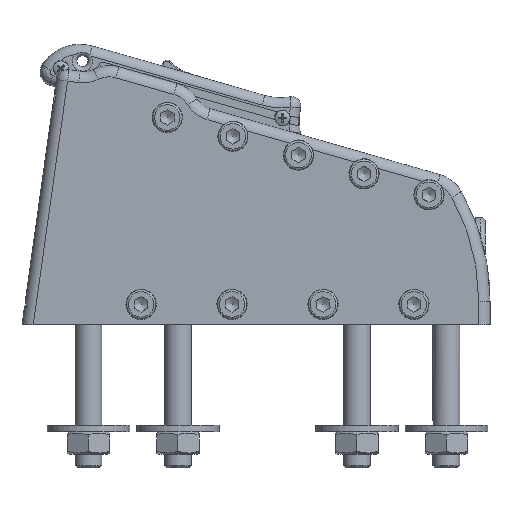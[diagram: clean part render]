
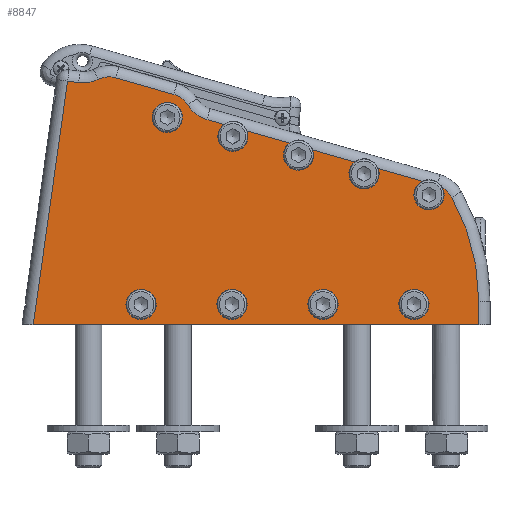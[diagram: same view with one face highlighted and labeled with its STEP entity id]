
A CAD part, left-side view. The second image highlights one B-rep face of the part: STEP entity #8847.
In plain terms, the highlighted planar face has unit normal (-1, 0, 0).
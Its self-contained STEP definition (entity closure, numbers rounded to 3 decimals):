
#482=FACE_BOUND('',#2088,.T.);
#483=FACE_BOUND('',#2089,.T.);
#484=FACE_BOUND('',#2090,.T.);
#485=FACE_BOUND('',#2091,.T.);
#486=FACE_BOUND('',#2092,.T.);
#938=CIRCLE('',#9623,6.75);
#940=CIRCLE('',#9627,6.75);
#942=CIRCLE('',#9631,6.75);
#945=CIRCLE('',#9637,6.75);
#950=CIRCLE('',#9647,6.75);
#951=CIRCLE('',#9649,15.);
#954=CIRCLE('',#9653,10.7);
#958=CIRCLE('',#9659,10.7);
#961=CIRCLE('',#9663,15.);
#965=CIRCLE('',#9669,11.);
#968=CIRCLE('',#9673,95.);
#971=CIRCLE('',#9679,6.75);
#972=CIRCLE('',#9680,6.75);
#973=CIRCLE('',#9681,6.75);
#974=CIRCLE('',#9682,6.75);
#1446=FACE_OUTER_BOUND('',#2087,.T.);
#2087=EDGE_LOOP('',(#7150,#7151,#7152,#7153,#7154,#7155,#7156,#7157,#7158,
#7159,#7160,#7161,#7162,#7163,#7164,#7165,#7166,#7167,#7168));
#2088=EDGE_LOOP('',(#7169));
#2089=EDGE_LOOP('',(#7170));
#2090=EDGE_LOOP('',(#7171));
#2091=EDGE_LOOP('',(#7172));
#2092=EDGE_LOOP('',(#7173));
#2795=LINE('',#15129,#3363);
#2819=LINE('',#15500,#3387);
#2821=LINE('',#15517,#3389);
#2823=LINE('',#15521,#3391);
#2824=LINE('',#15522,#3392);
#2825=LINE('',#15523,#3393);
#2826=LINE('',#15536,#3394);
#2830=LINE('',#15545,#3398);
#2831=LINE('',#15546,#3399);
#3363=VECTOR('',#11355,5.);
#3387=VECTOR('',#11553,27.103);
#3389=VECTOR('',#11575,20.528);
#3391=VECTOR('',#11579,7.757);
#3392=VECTOR('',#11580,19.626);
#3393=VECTOR('',#11581,19.626);
#3394=VECTOR('',#11600,10.5);
#3398=VECTOR('',#11608,199.173);
#3399=VECTOR('',#11609,109.916);
#4088=VERTEX_POINT('',#15122);
#4090=VERTEX_POINT('',#15128);
#4125=VERTEX_POINT('',#15270);
#4126=VERTEX_POINT('',#15271);
#4128=VERTEX_POINT('',#15296);
#4130=VERTEX_POINT('',#15307);
#4132=VERTEX_POINT('',#15321);
#4135=VERTEX_POINT('',#15330);
#4136=VERTEX_POINT('',#15331);
#4145=VERTEX_POINT('',#15464);
#4146=VERTEX_POINT('',#15465);
#4147=VERTEX_POINT('',#15487);
#4149=VERTEX_POINT('',#15493);
#4151=VERTEX_POINT('',#15499);
#4153=VERTEX_POINT('',#15505);
#4155=VERTEX_POINT('',#15511);
#4158=VERTEX_POINT('',#15525);
#4159=VERTEX_POINT('',#15530);
#4160=VERTEX_POINT('',#15534);
#4163=VERTEX_POINT('',#15544);
#4164=VERTEX_POINT('',#15547);
#4165=VERTEX_POINT('',#15549);
#4166=VERTEX_POINT('',#15551);
#4167=VERTEX_POINT('',#15553);
#5163=EDGE_CURVE('',#4088,#4090,#2795,.T.);
#5217=EDGE_CURVE('',#4126,#4125,#938,.T.);
#5220=EDGE_CURVE('',#4130,#4128,#940,.T.);
#5223=EDGE_CURVE('',#4132,#4132,#942,.T.);
#5227=EDGE_CURVE('',#4136,#4135,#945,.T.);
#5240=EDGE_CURVE('',#4146,#4145,#950,.T.);
#5241=EDGE_CURVE('',#4090,#4147,#951,.T.);
#5244=EDGE_CURVE('',#4147,#4149,#954,.T.);
#5247=EDGE_CURVE('',#4149,#4151,#2819,.T.);
#5250=EDGE_CURVE('',#4151,#4153,#958,.T.);
#5253=EDGE_CURVE('',#4153,#4155,#961,.T.);
#5256=EDGE_CURVE('',#4136,#4128,#2821,.T.);
#5259=EDGE_CURVE('',#4155,#4145,#2823,.T.);
#5260=EDGE_CURVE('',#4146,#4125,#2824,.T.);
#5261=EDGE_CURVE('',#4126,#4135,#2825,.T.);
#5262=EDGE_CURVE('',#4130,#4158,#965,.T.);
#5265=EDGE_CURVE('',#4158,#4159,#968,.T.);
#5268=EDGE_CURVE('',#4159,#4160,#2826,.T.);
#5272=EDGE_CURVE('',#4163,#4160,#2830,.T.);
#5273=EDGE_CURVE('',#4163,#4088,#2831,.T.);
#5274=EDGE_CURVE('',#4164,#4164,#971,.T.);
#5275=EDGE_CURVE('',#4165,#4165,#972,.T.);
#5276=EDGE_CURVE('',#4166,#4166,#973,.T.);
#5277=EDGE_CURVE('',#4167,#4167,#974,.T.);
#7150=ORIENTED_EDGE('',*,*,#5272,.T.);
#7151=ORIENTED_EDGE('',*,*,#5268,.F.);
#7152=ORIENTED_EDGE('',*,*,#5265,.F.);
#7153=ORIENTED_EDGE('',*,*,#5262,.F.);
#7154=ORIENTED_EDGE('',*,*,#5220,.T.);
#7155=ORIENTED_EDGE('',*,*,#5256,.F.);
#7156=ORIENTED_EDGE('',*,*,#5227,.T.);
#7157=ORIENTED_EDGE('',*,*,#5261,.F.);
#7158=ORIENTED_EDGE('',*,*,#5217,.T.);
#7159=ORIENTED_EDGE('',*,*,#5260,.F.);
#7160=ORIENTED_EDGE('',*,*,#5240,.T.);
#7161=ORIENTED_EDGE('',*,*,#5259,.F.);
#7162=ORIENTED_EDGE('',*,*,#5253,.F.);
#7163=ORIENTED_EDGE('',*,*,#5250,.F.);
#7164=ORIENTED_EDGE('',*,*,#5247,.F.);
#7165=ORIENTED_EDGE('',*,*,#5244,.F.);
#7166=ORIENTED_EDGE('',*,*,#5241,.F.);
#7167=ORIENTED_EDGE('',*,*,#5163,.F.);
#7168=ORIENTED_EDGE('',*,*,#5273,.F.);
#7169=ORIENTED_EDGE('',*,*,#5223,.T.);
#7170=ORIENTED_EDGE('',*,*,#5274,.T.);
#7171=ORIENTED_EDGE('',*,*,#5275,.T.);
#7172=ORIENTED_EDGE('',*,*,#5276,.T.);
#7173=ORIENTED_EDGE('',*,*,#5277,.T.);
#8383=PLANE('',#9678);
#8847=ADVANCED_FACE('',(#1446,#482,#483,#484,#485,#486),#8383,.T.);
#9623=AXIS2_PLACEMENT_3D('',#15291,#11482,#11483);
#9627=AXIS2_PLACEMENT_3D('',#15308,#11490,#11491);
#9631=AXIS2_PLACEMENT_3D('',#15322,#11498,#11499);
#9637=AXIS2_PLACEMENT_3D('',#15351,#11510,#11511);
#9647=AXIS2_PLACEMENT_3D('',#15485,#11533,#11534);
#9649=AXIS2_PLACEMENT_3D('',#15488,#11537,#11538);
#9653=AXIS2_PLACEMENT_3D('',#15494,#11545,#11546);
#9659=AXIS2_PLACEMENT_3D('',#15506,#11559,#11560);
#9663=AXIS2_PLACEMENT_3D('',#15512,#11567,#11568);
#9669=AXIS2_PLACEMENT_3D('',#15526,#11584,#11585);
#9673=AXIS2_PLACEMENT_3D('',#15531,#11592,#11593);
#9678=AXIS2_PLACEMENT_3D('',#15543,#11606,#11607);
#9679=AXIS2_PLACEMENT_3D('',#15548,#11610,#11611);
#9680=AXIS2_PLACEMENT_3D('',#15550,#11612,#11613);
#9681=AXIS2_PLACEMENT_3D('',#15552,#11614,#11615);
#9682=AXIS2_PLACEMENT_3D('',#15554,#11616,#11617);
#11355=DIRECTION('',(0.,-0.99,-0.139));
#11482=DIRECTION('center_axis',(1.,0.,0.));
#11483=DIRECTION('ref_axis',(0.,-0.139,0.99));
#11490=DIRECTION('center_axis',(1.,0.,0.));
#11491=DIRECTION('ref_axis',(0.,-0.139,0.99));
#11498=DIRECTION('center_axis',(1.,0.,0.));
#11499=DIRECTION('ref_axis',(0.,-0.139,0.99));
#11510=DIRECTION('center_axis',(1.,0.,0.));
#11511=DIRECTION('ref_axis',(0.,-0.139,0.99));
#11533=DIRECTION('center_axis',(1.,0.,0.));
#11534=DIRECTION('ref_axis',(0.,-0.139,0.99));
#11537=DIRECTION('center_axis',(-1.,0.,0.));
#11538=DIRECTION('ref_axis',(0.,-0.162,-0.987));
#11545=DIRECTION('center_axis',(1.,0.,0.));
#11546=DIRECTION('ref_axis',(0.,0.093,0.996));
#11553=DIRECTION('',(0.,-0.961,-0.276));
#11559=DIRECTION('center_axis',(1.,0.,0.));
#11560=DIRECTION('ref_axis',(0.,-0.604,0.797));
#11567=DIRECTION('center_axis',(-1.,0.,0.));
#11568=DIRECTION('ref_axis',(0.,0.604,-0.797));
#11575=DIRECTION('',(0.,-0.961,-0.276));
#11579=DIRECTION('',(0.,-0.961,-0.276));
#11580=DIRECTION('',(0.,-0.961,-0.276));
#11581=DIRECTION('',(0.,-0.961,-0.276));
#11584=DIRECTION('center_axis',(1.,0.,0.));
#11585=DIRECTION('ref_axis',(0.,-0.621,0.784));
#11592=DIRECTION('center_axis',(1.,0.,0.));
#11593=DIRECTION('ref_axis',(0.,-0.968,0.253));
#11600=DIRECTION('',(0.,0.,-1.));
#11606=DIRECTION('center_axis',(-1.,0.,0.));
#11607=DIRECTION('ref_axis',(0.,-0.139,0.99));
#11608=DIRECTION('',(0.,-1.,0.));
#11609=DIRECTION('',(0.,-0.139,0.99));
#11610=DIRECTION('center_axis',(1.,0.,0.));
#11611=DIRECTION('ref_axis',(0.,-0.139,0.99));
#11612=DIRECTION('center_axis',(1.,0.,0.));
#11613=DIRECTION('ref_axis',(0.,-0.139,0.99));
#11614=DIRECTION('center_axis',(1.,0.,0.));
#11615=DIRECTION('ref_axis',(0.,-0.139,0.99));
#11616=DIRECTION('center_axis',(1.,0.,0.));
#11617=DIRECTION('ref_axis',(0.,-0.139,0.99));
#15122=CARTESIAN_POINT('',(-25.,188.876,108.846));
#15128=CARTESIAN_POINT('',(-25.,183.924,108.15));
#15129=CARTESIAN_POINT('',(-25.,186.4,108.498));
#15270=CARTESIAN_POINT('',(-25.,89.743,81.093));
#15271=CARTESIAN_POINT('',(-25.,79.29,78.096));
#15291=CARTESIAN_POINT('Origin',(-25.,85.619,75.75));
#15296=CARTESIAN_POINT('',(-25.,30.238,64.031));
#15307=CARTESIAN_POINT('',(-25.,21.3,61.147));
#15308=CARTESIAN_POINT('Origin',(-25.,27.258,57.975));
#15321=CARTESIAN_POINT('',(-25.,143.316,99.248));
#15322=CARTESIAN_POINT('Origin',(-25.,144.256,92.564));
#15330=CARTESIAN_POINT('',(-25.,60.424,72.686));
#15331=CARTESIAN_POINT('',(-25.,49.971,69.689));
#15351=CARTESIAN_POINT('Origin',(-25.,56.3,67.343));
#15464=CARTESIAN_POINT('',(-25.,119.061,89.5));
#15465=CARTESIAN_POINT('',(-25.,108.608,86.503));
#15485=CARTESIAN_POINT('Origin',(-25.,114.937,84.157));
#15487=CARTESIAN_POINT('',(-25.,175.109,109.598));
#15488=CARTESIAN_POINT('Origin',(-25.,181.837,123.004));
#15493=CARTESIAN_POINT('',(-25.,167.36,110.32));
#15494=CARTESIAN_POINT('Origin',(-25.,170.309,100.034));
#15499=CARTESIAN_POINT('',(-25.,141.307,102.849));
#15500=CARTESIAN_POINT('',(-25.,178.362,113.475));
#15505=CARTESIAN_POINT('',(-25.,135.149,98.182));
#15506=CARTESIAN_POINT('Origin',(-25.,144.256,92.564));
#15511=CARTESIAN_POINT('',(-25.,126.518,91.639));
#15512=CARTESIAN_POINT('Origin',(-25.,122.383,106.057));
#15517=CARTESIAN_POINT('',(-25.,107.455,86.172));
#15521=CARTESIAN_POINT('',(-25.,107.455,86.172));
#15522=CARTESIAN_POINT('',(-25.,107.455,86.172));
#15523=CARTESIAN_POINT('',(-25.,107.455,86.172));
#15525=CARTESIAN_POINT('',(-25.,17.137,56.962));
#15526=CARTESIAN_POINT('Origin',(-25.,26.731,51.582));
#15530=CARTESIAN_POINT('',(-25.,5.,10.5));
#15531=CARTESIAN_POINT('Origin',(-25.,100.,10.5));
#15534=CARTESIAN_POINT('',(-25.,5.,0.));
#15536=CARTESIAN_POINT('',(-25.,5.,46.804));
#15543=CARTESIAN_POINT('Origin',(-25.,195.965,93.607));
#15544=CARTESIAN_POINT('',(-25.,204.173,0.));
#15545=CARTESIAN_POINT('',(-25.,0.,0.));
#15546=CARTESIAN_POINT('',(-25.,192.001,86.61));
#15547=CARTESIAN_POINT('',(-25.,155.061,15.684));
#15548=CARTESIAN_POINT('Origin',(-25.,156.,9.));
#15549=CARTESIAN_POINT('',(-25.,33.061,15.684));
#15550=CARTESIAN_POINT('Origin',(-25.,34.,9.));
#15551=CARTESIAN_POINT('',(-25.,114.394,15.684));
#15552=CARTESIAN_POINT('Origin',(-25.,115.333,9.));
#15553=CARTESIAN_POINT('',(-25.,73.727,15.684));
#15554=CARTESIAN_POINT('Origin',(-25.,74.667,9.));
